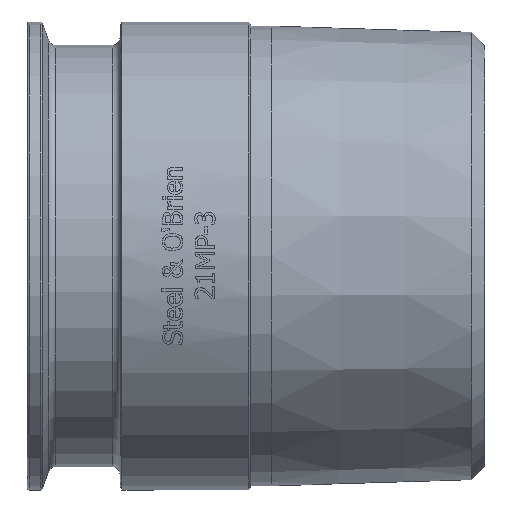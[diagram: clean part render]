
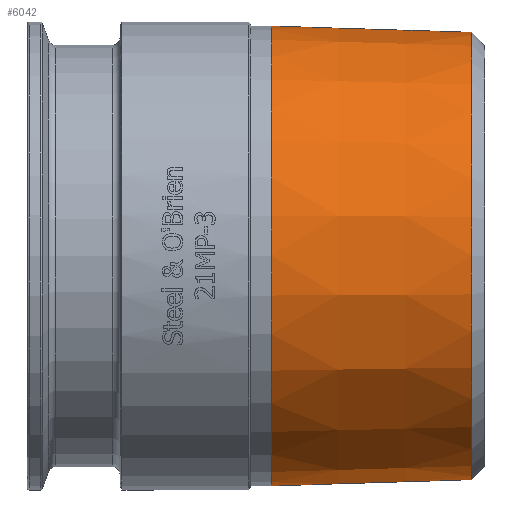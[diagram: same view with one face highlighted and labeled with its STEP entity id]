
A CAD part, top view. The second image highlights one B-rep face of the part: STEP entity #6042.
In plain terms, the highlighted conical face has half-angle 1.783 degrees and reference radius 44.015 mm.
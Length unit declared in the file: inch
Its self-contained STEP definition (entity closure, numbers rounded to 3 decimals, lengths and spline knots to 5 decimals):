
#25=CONICAL_SURFACE('',#6386,1.73288,1.783);
#90=FACE_BOUND('',#1102,.T.);
#723=FACE_OUTER_BOUND('',#1101,.T.);
#1101=EDGE_LOOP('',(#5628));
#1102=EDGE_LOOP('',(#5629));
#2069=CIRCLE('',#6385,1.71056);
#2070=CIRCLE('',#6387,1.75831);
#2985=VERTEX_POINT('',#13339);
#2986=VERTEX_POINT('',#13342);
#3872=EDGE_CURVE('',#2985,#2985,#2069,.T.);
#3873=EDGE_CURVE('',#2986,#2986,#2070,.T.);
#5628=ORIENTED_EDGE('',*,*,#3873,.T.);
#5629=ORIENTED_EDGE('',*,*,#3872,.F.);
#6042=ADVANCED_FACE('',(#723,#90),#25,.T.);
#6385=AXIS2_PLACEMENT_3D('',#13340,#7465,#7466);
#6386=AXIS2_PLACEMENT_3D('',#13341,#7467,#7468);
#6387=AXIS2_PLACEMENT_3D('',#13343,#7469,#7470);
#7465=DIRECTION('center_axis',(1.,0.,0.));
#7466=DIRECTION('ref_axis',(0.,-1.,0.));
#7467=DIRECTION('center_axis',(-1.,0.,0.));
#7468=DIRECTION('ref_axis',(0.,1.,0.));
#7469=DIRECTION('center_axis',(1.,0.,0.));
#7470=DIRECTION('ref_axis',(0.,1.,0.));
#13339=CARTESIAN_POINT('',(3.40005,1.71056,0.));
#13340=CARTESIAN_POINT('Origin',(3.40005,0.,
0.));
#13341=CARTESIAN_POINT('Origin',(2.68315,0.,0.));
#13342=CARTESIAN_POINT('',(1.8663,1.75831,0.));
#13343=CARTESIAN_POINT('Origin',(1.8663,0.,0.));
